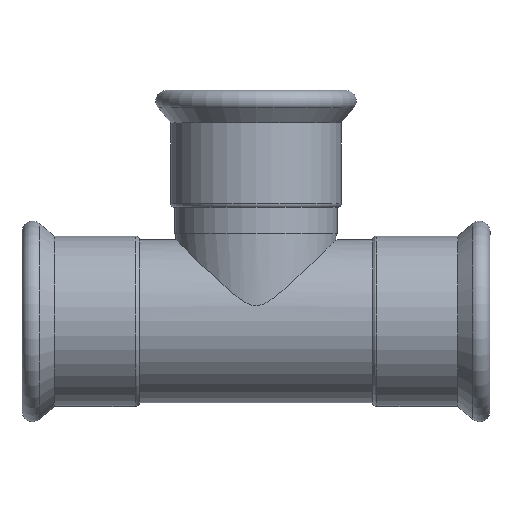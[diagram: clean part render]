
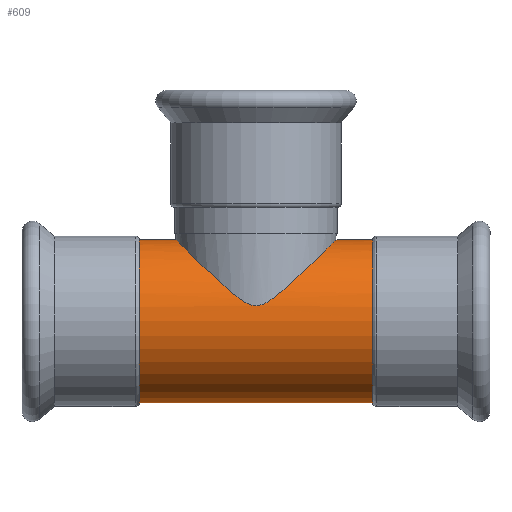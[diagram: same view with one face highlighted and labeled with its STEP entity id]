
A CAD part, front view. The second image highlights one B-rep face of the part: STEP entity #609.
In plain terms, the highlighted cylindrical face has radius 54 mm (diameter 108 mm), a full revolution.
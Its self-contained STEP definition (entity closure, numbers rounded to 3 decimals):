
#123=FACE_BOUND($,#216,.T.);
#124=FACE_BOUND($,#217,.T.);
#125=FACE_BOUND($,#218,.T.);
#170=B_SPLINE_CURVE_WITH_KNOTS($,3,(#1078,#1079,#1080,#1081,#1082,#1083,
#1084,#1085,#1086,#1087,#1088,#1089,#1090,#1091,#1092,#1093,#1094,#1095,
#1096,#1097,#1098,#1099,#1100,#1101,#1102,#1103,#1104,#1105,#1106,#1107,
#1108,#1109,#1110,#1111,#1112,#1113,#1114,#1115,#1116,#1117,#1118,#1119,
#1120,#1121,#1122,#1123,#1124,#1125,#1126,#1127,#1128,#1129,#1130,#1131,
#1132,#1133,#1134,#1135,#1136,#1137,#1138,#1139,#1140,#1141,#1142,#1143,
#1144,#1145,#1146,#1147,#1148,#1149,#1150,#1151,#1152,#1153,#1154,#1155,
#1156,#1157,#1158,#1159,#1160,#1161,#1162,#1163,#1164,#1165,#1166,#1167),
 .UNSPECIFIED.,.T.,.F.,(4,2,2,2,2,2,2,2,2,2,2,2,2,2,2,2,2,2,2,2,2,2,2,2,
2,2,2,2,2,2,2,2,2,2,2,2,2,2,2,2,2,2,2,2,4),(0.,0.334,0.667,
1.334,2.001,2.668,4.002,5.336,
6.428,7.519,8.611,9.703,10.794,
11.886,12.978,14.069,15.403,16.737,
17.404,18.071,18.738,19.072,19.405,
19.739,20.072,20.739,21.406,22.073,
23.407,24.741,25.833,26.925,28.016,
29.108,30.2,31.291,32.383,33.475,
34.809,36.143,36.81,37.477,38.144,
38.477,38.811),.UNSPECIFIED.);
#216=EDGE_LOOP($,(#469));
#217=EDGE_LOOP($,(#470));
#218=EDGE_LOOP($,(#471));
#305=CIRCLE($,#666,54.);
#306=CIRCLE($,#667,54.);
#351=VERTEX_POINT($,#1077);
#352=VERTEX_POINT($,#1168);
#353=VERTEX_POINT($,#1170);
#406=EDGE_CURVE($,#351,#351,#170,.T.);
#407=EDGE_CURVE($,#352,#352,#305,.T.);
#408=EDGE_CURVE($,#353,#353,#306,.T.);
#469=ORIENTED_EDGE($,*,*,#406,.T.);
#470=ORIENTED_EDGE($,*,*,#407,.F.);
#471=ORIENTED_EDGE($,*,*,#408,.T.);
#594=CYLINDRICAL_SURFACE($,#665,54.);
#609=ADVANCED_FACE($,(#123,#124,#125),#594,.T.);
#665=AXIS2_PLACEMENT_3D($,#1076,#769,#770);
#666=AXIS2_PLACEMENT_3D($,#1169,#771,#772);
#667=AXIS2_PLACEMENT_3D($,#1171,#773,#774);
#769=DIRECTION('center_axis',(1.,0.,0.));
#770=DIRECTION('ref_axis',(0.,1.,0.));
#771=DIRECTION('center_axis',(1.,0.,0.));
#772=DIRECTION('ref_axis',(0.,1.,0.));
#773=DIRECTION('center_axis',(1.,0.,0.));
#774=DIRECTION('ref_axis',(0.,1.,0.));
#1076=CARTESIAN_POINT('Origin',(0.,0.,0.));
#1077=CARTESIAN_POINT('',(0.,53.,10.344));
#1078=CARTESIAN_POINT('Ctrl Pts',(0.,53.,10.344));
#1079=CARTESIAN_POINT('Ctrl Pts',(1.112,53.,10.344));
#1080=CARTESIAN_POINT('Ctrl Pts',(2.115,52.966,10.519));
#1081=CARTESIAN_POINT('Ctrl Pts',(3.996,52.858,11.052));
#1082=CARTESIAN_POINT('Ctrl Pts',(4.874,52.782,11.411));
#1083=CARTESIAN_POINT('Ctrl Pts',(7.42,52.506,12.643));
#1084=CARTESIAN_POINT('Ctrl Pts',(8.997,52.255,13.665));
#1085=CARTESIAN_POINT('Ctrl Pts',(12.143,51.615,15.914));
#1086=CARTESIAN_POINT('Ctrl Pts',(13.691,51.227,17.137));
#1087=CARTESIAN_POINT('Ctrl Pts',(16.789,50.297,19.701));
#1088=CARTESIAN_POINT('Ctrl Pts',(18.337,49.755,21.041));
#1089=CARTESIAN_POINT('Ctrl Pts',(23.001,47.867,25.179));
#1090=CARTESIAN_POINT('Ctrl Pts',(26.095,46.267,28.053));
#1091=CARTESIAN_POINT('Ctrl Pts',(32.035,42.372,33.649));
#1092=CARTESIAN_POINT('Ctrl Pts',(34.878,40.075,36.373));
#1093=CARTESIAN_POINT('Ctrl Pts',(39.603,35.351,40.927));
#1094=CARTESIAN_POINT('Ctrl Pts',(41.685,32.901,42.947));
#1095=CARTESIAN_POINT('Ctrl Pts',(45.476,27.423,46.635));
#1096=CARTESIAN_POINT('Ctrl Pts',(47.185,24.395,48.304));
#1097=CARTESIAN_POINT('Ctrl Pts',(50.007,17.912,51.065));
#1098=CARTESIAN_POINT('Ctrl Pts',(51.123,14.449,52.158));
#1099=CARTESIAN_POINT('Ctrl Pts',(52.62,7.313,53.626));
#1100=CARTESIAN_POINT('Ctrl Pts',(53.,3.639,54.));
#1101=CARTESIAN_POINT('Ctrl Pts',(53.,-3.639,54.));
#1102=CARTESIAN_POINT('Ctrl Pts',(52.62,-7.313,53.626));
#1103=CARTESIAN_POINT('Ctrl Pts',(51.123,-14.449,52.158));
#1104=CARTESIAN_POINT('Ctrl Pts',(50.007,-17.912,51.065));
#1105=CARTESIAN_POINT('Ctrl Pts',(47.185,-24.395,48.304));
#1106=CARTESIAN_POINT('Ctrl Pts',(45.476,-27.423,46.635));
#1107=CARTESIAN_POINT('Ctrl Pts',(41.685,-32.901,42.947));
#1108=CARTESIAN_POINT('Ctrl Pts',(39.603,-35.351,40.927));
#1109=CARTESIAN_POINT('Ctrl Pts',(34.878,-40.075,36.373));
#1110=CARTESIAN_POINT('Ctrl Pts',(32.035,-42.372,33.649));
#1111=CARTESIAN_POINT('Ctrl Pts',(26.095,-46.267,28.053));
#1112=CARTESIAN_POINT('Ctrl Pts',(23.001,-47.867,25.179));
#1113=CARTESIAN_POINT('Ctrl Pts',(18.337,-49.755,21.041));
#1114=CARTESIAN_POINT('Ctrl Pts',(16.789,-50.297,19.701));
#1115=CARTESIAN_POINT('Ctrl Pts',(13.691,-51.227,17.137));
#1116=CARTESIAN_POINT('Ctrl Pts',(12.143,-51.615,15.914));
#1117=CARTESIAN_POINT('Ctrl Pts',(8.997,-52.255,13.665));
#1118=CARTESIAN_POINT('Ctrl Pts',(7.42,-52.506,12.643));
#1119=CARTESIAN_POINT('Ctrl Pts',(4.874,-52.782,11.411));
#1120=CARTESIAN_POINT('Ctrl Pts',(3.996,-52.858,11.052));
#1121=CARTESIAN_POINT('Ctrl Pts',(2.115,-52.966,10.519));
#1122=CARTESIAN_POINT('Ctrl Pts',(1.112,-53.,10.344));
#1123=CARTESIAN_POINT('Ctrl Pts',(-1.112,-53.,10.344));
#1124=CARTESIAN_POINT('Ctrl Pts',(-2.115,-52.966,10.519));
#1125=CARTESIAN_POINT('Ctrl Pts',(-3.996,-52.858,11.052));
#1126=CARTESIAN_POINT('Ctrl Pts',(-4.874,-52.782,11.411));
#1127=CARTESIAN_POINT('Ctrl Pts',(-7.42,-52.506,12.643));
#1128=CARTESIAN_POINT('Ctrl Pts',(-8.997,-52.255,13.665));
#1129=CARTESIAN_POINT('Ctrl Pts',(-12.143,-51.615,15.914));
#1130=CARTESIAN_POINT('Ctrl Pts',(-13.691,-51.227,17.137));
#1131=CARTESIAN_POINT('Ctrl Pts',(-16.789,-50.297,19.701));
#1132=CARTESIAN_POINT('Ctrl Pts',(-18.337,-49.755,21.041));
#1133=CARTESIAN_POINT('Ctrl Pts',(-23.001,-47.867,25.179));
#1134=CARTESIAN_POINT('Ctrl Pts',(-26.095,-46.267,28.053));
#1135=CARTESIAN_POINT('Ctrl Pts',(-32.035,-42.372,33.649));
#1136=CARTESIAN_POINT('Ctrl Pts',(-34.878,-40.075,36.373));
#1137=CARTESIAN_POINT('Ctrl Pts',(-39.603,-35.351,40.927));
#1138=CARTESIAN_POINT('Ctrl Pts',(-41.685,-32.901,42.947));
#1139=CARTESIAN_POINT('Ctrl Pts',(-45.476,-27.423,46.635));
#1140=CARTESIAN_POINT('Ctrl Pts',(-47.185,-24.395,48.304));
#1141=CARTESIAN_POINT('Ctrl Pts',(-50.007,-17.912,51.065));
#1142=CARTESIAN_POINT('Ctrl Pts',(-51.123,-14.449,52.158));
#1143=CARTESIAN_POINT('Ctrl Pts',(-52.62,-7.313,53.626));
#1144=CARTESIAN_POINT('Ctrl Pts',(-53.,-3.639,54.));
#1145=CARTESIAN_POINT('Ctrl Pts',(-53.,3.639,54.));
#1146=CARTESIAN_POINT('Ctrl Pts',(-52.62,7.313,53.626));
#1147=CARTESIAN_POINT('Ctrl Pts',(-51.123,14.449,52.158));
#1148=CARTESIAN_POINT('Ctrl Pts',(-50.007,17.912,51.065));
#1149=CARTESIAN_POINT('Ctrl Pts',(-47.185,24.395,48.304));
#1150=CARTESIAN_POINT('Ctrl Pts',(-45.476,27.423,46.635));
#1151=CARTESIAN_POINT('Ctrl Pts',(-41.685,32.901,42.947));
#1152=CARTESIAN_POINT('Ctrl Pts',(-39.603,35.351,40.927));
#1153=CARTESIAN_POINT('Ctrl Pts',(-34.878,40.075,36.373));
#1154=CARTESIAN_POINT('Ctrl Pts',(-32.035,42.372,33.649));
#1155=CARTESIAN_POINT('Ctrl Pts',(-26.095,46.267,28.053));
#1156=CARTESIAN_POINT('Ctrl Pts',(-23.001,47.867,25.179));
#1157=CARTESIAN_POINT('Ctrl Pts',(-18.337,49.755,21.041));
#1158=CARTESIAN_POINT('Ctrl Pts',(-16.789,50.297,19.701));
#1159=CARTESIAN_POINT('Ctrl Pts',(-13.691,51.227,17.137));
#1160=CARTESIAN_POINT('Ctrl Pts',(-12.143,51.615,15.914));
#1161=CARTESIAN_POINT('Ctrl Pts',(-8.997,52.255,13.665));
#1162=CARTESIAN_POINT('Ctrl Pts',(-7.42,52.506,12.643));
#1163=CARTESIAN_POINT('Ctrl Pts',(-4.874,52.782,11.411));
#1164=CARTESIAN_POINT('Ctrl Pts',(-3.996,52.858,11.052));
#1165=CARTESIAN_POINT('Ctrl Pts',(-2.115,52.966,10.519));
#1166=CARTESIAN_POINT('Ctrl Pts',(-1.112,53.,10.344));
#1167=CARTESIAN_POINT('Ctrl Pts',(0.,53.,10.344));
#1168=CARTESIAN_POINT('',(80.,54.,0.));
#1169=CARTESIAN_POINT('Origin',(80.,0.,0.));
#1170=CARTESIAN_POINT('',(-80.,54.,0.));
#1171=CARTESIAN_POINT('Origin',(-80.,0.,0.));
